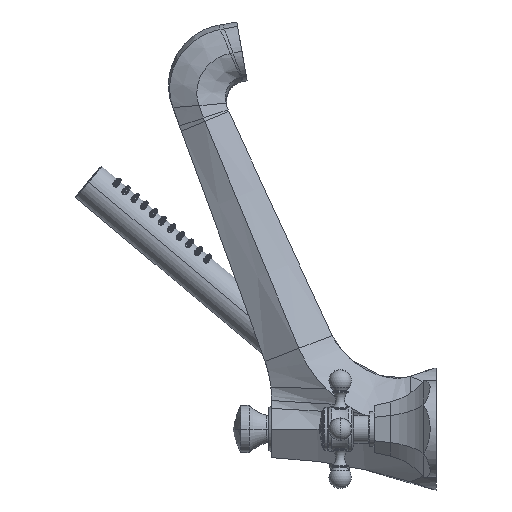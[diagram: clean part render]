
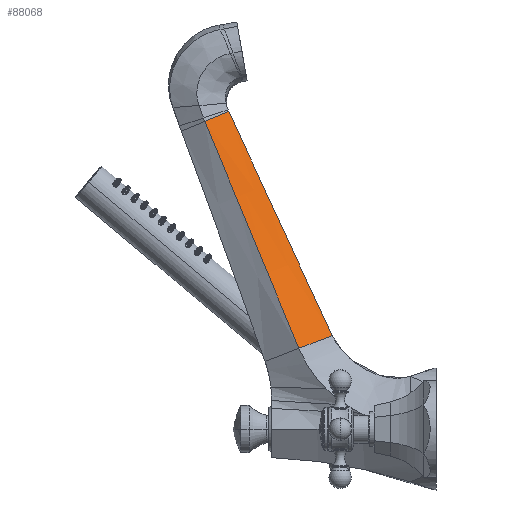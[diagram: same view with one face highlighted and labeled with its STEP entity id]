
A CAD part, left-side view. The second image highlights one B-rep face of the part: STEP entity #88068.
In plain terms, the highlighted free-form (B-spline) face has degree [3, 3] with [4, 4] control points.
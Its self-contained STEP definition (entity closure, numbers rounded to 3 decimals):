
#84566=CARTESIAN_POINT('',(-0.849,3.373,
1.981));
#84655=CARTESIAN_POINT('',(-0.375,-754.755,
354.748));
#84656=DIRECTION('',(1.,0.,0.));
#84657=DIRECTION('',(0.,0.907,-0.422));
#84658=AXIS2_PLACEMENT_3D('',#84655,#84656,#84657);
#84664=CARTESIAN_POINT('',(-0.375,2.555,
2.294));
#84665=CARTESIAN_POINT('',(-0.533,2.827,
2.19));
#84666=CARTESIAN_POINT('',(-0.691,3.1,
2.085));
#84667=CARTESIAN_POINT('',(-0.849,3.373,
1.981));
#84669=CARTESIAN_POINT('',(-51.954,5.116,
6.186));
#84670=DIRECTION('',(0.,-0.924,0.383));
#84671=DIRECTION('',(0.996,-0.034,-0.082));
#84672=AXIS2_PLACEMENT_3D('',#84669,#84670,#84671);
#84674=DIRECTION('',(-0.416,0.84,-0.348));
#84675=VECTOR('',#84674,0.703);
#84676=CARTESIAN_POINT('',(-0.375,5.09,
7.793));
#84677=LINE('',#84676,#84675);
#87227=CARTESIAN_POINT('',(-0.668,5.68,
7.548));
#87228=VERTEX_POINT('',#87227);
#87229=VERTEX_POINT('',#84566);
#87231=VERTEX_POINT('',#84664);
#87234=CARTESIAN_POINT('',(-0.375,5.09,
7.793));
#87235=VERTEX_POINT('',#87234);
#88044=CARTESIAN_POINT('',(-0.375,2.555,
2.294));
#88045=CARTESIAN_POINT('',(-0.534,2.825,
2.183));
#88046=CARTESIAN_POINT('',(-0.692,3.095,
2.071));
#88047=CARTESIAN_POINT('',(-0.851,3.364,
1.959));
#88048=CARTESIAN_POINT('',(-0.375,3.406,
4.124));
#88049=CARTESIAN_POINT('',(-0.474,3.649,
4.022));
#88050=CARTESIAN_POINT('',(-0.572,3.891,
3.919));
#88051=CARTESIAN_POINT('',(-0.671,4.134,
3.817));
#88052=CARTESIAN_POINT('',(-0.375,4.251,
5.957));
#88053=CARTESIAN_POINT('',(-0.453,4.47,
5.866));
#88054=CARTESIAN_POINT('',(-0.531,4.689,
5.775));
#88055=CARTESIAN_POINT('',(-0.609,4.908,
5.684));
#88056=CARTESIAN_POINT('',(-0.375,5.09,
7.793));
#88057=CARTESIAN_POINT('',(-0.473,5.286,
7.711));
#88058=CARTESIAN_POINT('',(-0.57,5.483,
7.63));
#88059=CARTESIAN_POINT('',(-0.668,5.68,
7.548));
#88060=B_SPLINE_SURFACE_WITH_KNOTS('',3,3,((#88044,#88045,#88046,#88047),
(#88048,#88049,#88050,#88051),(#88052,#88053,#88054,#88055),(#88056,#88057,
#88058,#88059)),.UNSPECIFIED.,.F.,.F.,.F.,(4,4),(4,4),(0.,
1.),(0.,1.),.UNSPECIFIED.);
#88061=ORIENTED_EDGE('',*,*,#87800,.T.);
#88062=ORIENTED_EDGE('',*,*,#87859,.T.);
#88064=ORIENTED_EDGE('',*,*,#88063,.F.);
#88065=ORIENTED_EDGE('',*,*,#88036,.F.);
#88066=EDGE_LOOP('',(#88061,#88062,#88064,#88065));
#88067=FACE_OUTER_BOUND('',#88066,.F.);
#88068=ADVANCED_FACE('',(#88067),#88060,.T.);
#84659=CIRCLE('',#84658,835.31);
#84668=B_SPLINE_CURVE_WITH_KNOTS('',3,(#84664,#84665,#84666,#84667),
.UNSPECIFIED.,.F.,.F.,(4,4),(0.,1.),.UNSPECIFIED.);
#84673=CIRCLE('',#84672,51.308);
#87800=EDGE_CURVE('',#87231,#87229,#84668,.T.);
#87859=EDGE_CURVE('',#87229,#87228,#84673,.T.);
#88036=EDGE_CURVE('',#87231,#87235,#84659,.T.);
#88063=EDGE_CURVE('',#87235,#87228,#84677,.T.);
